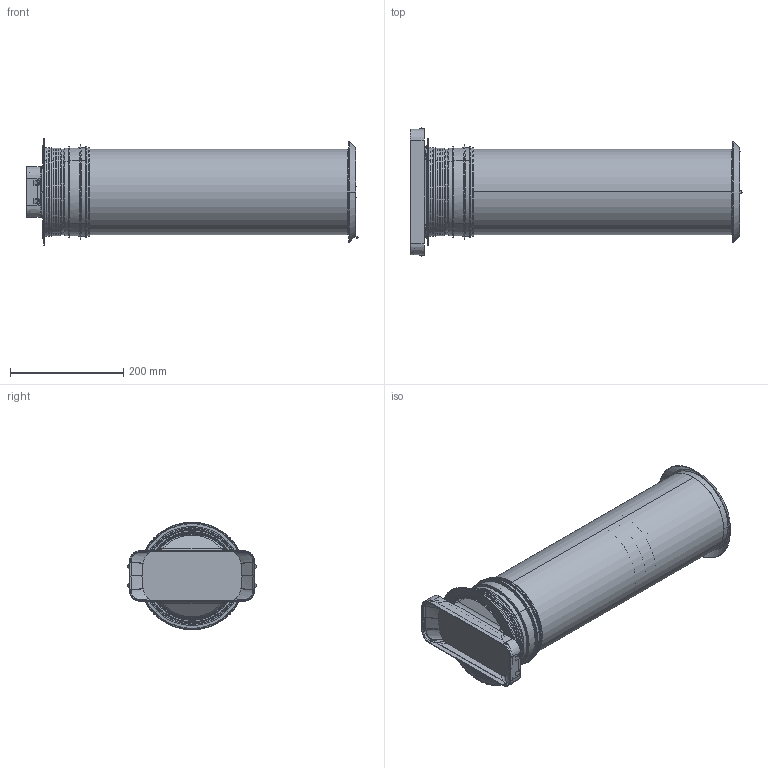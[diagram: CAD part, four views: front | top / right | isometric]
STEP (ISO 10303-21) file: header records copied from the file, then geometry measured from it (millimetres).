
FILE_DESCRIPTION(('STEP AP214'),'1');
FILE_NAME('4051065_V P-Turbo flow 150 Mauerkasten inkl. Thermobox.STP','2023-08-02T07:41:47',(' '),(' '),'Spatial InterOp 3D',' ',' ');
FILE_SCHEMA(('AUTOMOTIVE_DESIGN { 1 0 10303 214 1 1 1 1 }'));
Length unit declared in the file: millimetre
Products named in the file (11): ASSEM1; 4051065_V P-Turbo flow 150 Mauerkasten inkl. Thermobox
Assembly tree (10 placements, depth 3):
  4051065_V P-Turbo flow 150 Mauerkasten inkl. Thermobox
    (unnamed)
      ASSEM1
    (unnamed)
      ASSEM1
    (unnamed)
      ASSEM1
    (unnamed)
      ASSEM1
    (unnamed)
      ASSEM1
Bounding box: 586.16 x 227 x 189.87 mm (x, y, z)
Volume: 2252804.5 mm3; surface area: 1044107.6 mm2
Topology: 5 solids, 5 shells, 3383 faces, 9391 edges, 5950 vertices
Faces by surface type: bspline 904, plane 875, cylinder 715, torus 336, revolution 310, cone 199, extrusion 28, sphere 16
Entity records: 175364 total; most frequent: CARTESIAN_POINT 99686, ORIENTED_EDGE 18682, DIRECTION 11136, EDGE_CURVE 9341, VERTEX_POINT 5950, B_SPLINE_CURVE_WITH_KNOTS 5275, AXIS2_PLACEMENT_3D 4245, EDGE_LOOP 3509
